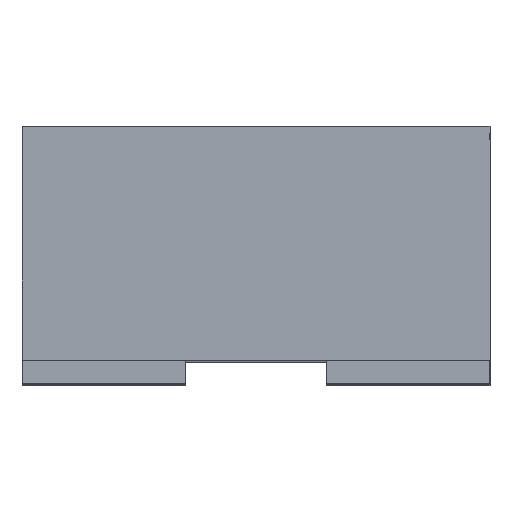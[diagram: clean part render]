
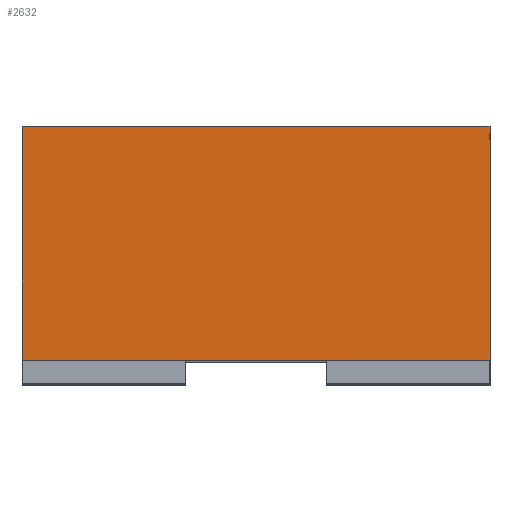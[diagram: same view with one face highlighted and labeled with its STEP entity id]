
A CAD part, top view. The second image highlights one B-rep face of the part: STEP entity #2632.
In plain terms, the highlighted planar face has unit normal (0, 0, 1).
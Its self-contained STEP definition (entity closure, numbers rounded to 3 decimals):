
#13 = DIRECTION ( 'NONE',  ( 0., -1., 0. ) ) ;
#80 = VERTEX_POINT ( 'NONE', #1483 ) ;
#243 = LINE ( 'NONE', #279, #888 ) ;
#279 = CARTESIAN_POINT ( 'NONE',  ( -0.5, 0.55, 1.25 ) ) ;
#288 = LINE ( 'NONE', #1965, #581 ) ;
#321 = ORIENTED_EDGE ( 'NONE', *, *, #2863, .F. ) ;
#581 = VECTOR ( 'NONE', #1140, 1000. ) ;
#649 = ORIENTED_EDGE ( 'NONE', *, *, #1864, .T. ) ;
#808 = DIRECTION ( 'NONE',  ( -1., 0., 0. ) ) ;
#888 = VECTOR ( 'NONE', #2159, 1000. ) ;
#1053 = EDGE_CURVE ( 'NONE', #80, #2551, #288, .T. ) ;
#1086 = ORIENTED_EDGE ( 'NONE', *, *, #1053, .F. ) ;
#1140 = DIRECTION ( 'NONE',  ( 0., -1., 0. ) ) ;
#1280 = FACE_OUTER_BOUND ( 'NONE', #2500, .T. ) ;
#1344 = CARTESIAN_POINT ( 'NONE',  ( -0.5, 0.05, 1.25 ) ) ;
#1353 = VECTOR ( 'NONE', #808, 1000. ) ;
#1370 = DIRECTION ( 'NONE',  ( 0., 0., -1. ) ) ;
#1379 = ORIENTED_EDGE ( 'NONE', *, *, #2888, .F. ) ;
#1382 = VERTEX_POINT ( 'NONE', #1344 ) ;
#1434 = LINE ( 'NONE', #1587, #1353 ) ;
#1483 = CARTESIAN_POINT ( 'NONE',  ( 0.5, 0.55, 1.25 ) ) ;
#1485 = VECTOR ( 'NONE', #13, 1000. ) ;
#1520 = VERTEX_POINT ( 'NONE', #3373 ) ;
#1587 = CARTESIAN_POINT ( 'NONE',  ( 0.5, 0.05, 1.25 ) ) ;
#1864 = EDGE_CURVE ( 'NONE', #1520, #1382, #2878, .T. ) ;
#1965 = CARTESIAN_POINT ( 'NONE',  ( 0.5, 0.55, 1.25 ) ) ;
#2159 = DIRECTION ( 'NONE',  ( 1., 0., 0. ) ) ;
#2428 = CARTESIAN_POINT ( 'NONE',  ( 0.5, 0.05, 1.25 ) ) ;
#2500 = EDGE_LOOP ( 'NONE', ( #649, #1379, #1086, #321 ) ) ;
#2551 = VERTEX_POINT ( 'NONE', #2428 ) ;
#2612 = CARTESIAN_POINT ( 'NONE',  ( -0.5, 0.55, 1.25 ) ) ;
#2632 = ADVANCED_FACE ( 'NONE', ( #1280 ), #2922, .F. ) ;
#2707 = DIRECTION ( 'NONE',  ( -1., 0., 0. ) ) ;
#2863 = EDGE_CURVE ( 'NONE', #1520, #80, #243, .T. ) ;
#2878 = LINE ( 'NONE', #2612, #1485 ) ;
#2888 = EDGE_CURVE ( 'NONE', #2551, #1382, #1434, .T. ) ;
#2922 = PLANE ( 'NONE',  #3333 ) ;
#3239 = CARTESIAN_POINT ( 'NONE',  ( -0.5, 0.55, 1.25 ) ) ;
#3333 = AXIS2_PLACEMENT_3D ( 'NONE', #3239, #1370, #2707 ) ;
#3373 = CARTESIAN_POINT ( 'NONE',  ( -0.5, 0.55, 1.25 ) ) ;
